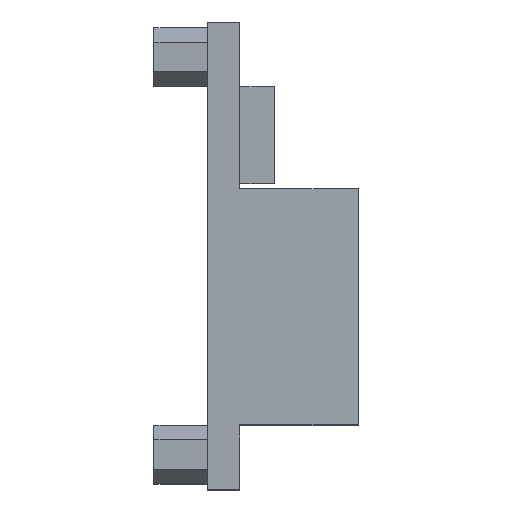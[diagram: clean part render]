
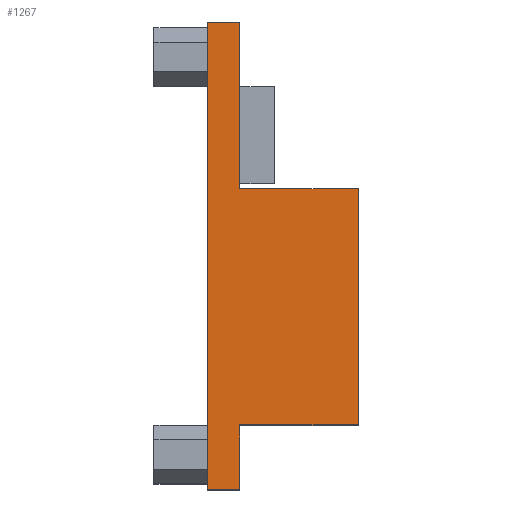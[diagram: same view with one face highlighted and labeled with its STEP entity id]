
A CAD part, top view. The second image highlights one B-rep face of the part: STEP entity #1267.
In plain terms, the highlighted planar face has unit normal (0, 0, 1).
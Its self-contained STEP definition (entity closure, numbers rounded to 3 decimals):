
#14 = VECTOR ( 'NONE', #485, 1000. ) ;
#147 = ORIENTED_EDGE ( 'NONE', *, *, #1859, .F. ) ;
#148 = VECTOR ( 'NONE', #1849, 1000. ) ;
#181 = LINE ( 'NONE', #1239, #1405 ) ;
#183 = EDGE_CURVE ( 'NONE', #1017, #310, #181, .T. ) ;
#186 = VERTEX_POINT ( 'NONE', #823 ) ;
#225 = EDGE_LOOP ( 'NONE', ( #227, #655, #1261, #147, #913, #1659, #291, #256 ) ) ;
#227 = ORIENTED_EDGE ( 'NONE', *, *, #558, .T. ) ;
#237 = LINE ( 'NONE', #1346, #444 ) ;
#256 = ORIENTED_EDGE ( 'NONE', *, *, #183, .T. ) ;
#291 = ORIENTED_EDGE ( 'NONE', *, *, #1549, .F. ) ;
#310 = VERTEX_POINT ( 'NONE', #421 ) ;
#345 = CARTESIAN_POINT ( 'NONE',  ( 3., -15.75, 16.5 ) ) ;
#391 = DIRECTION ( 'NONE',  ( 0., -1., 0. ) ) ;
#421 = CARTESIAN_POINT ( 'NONE',  ( 0., 21.75, 16.5 ) ) ;
#444 = VECTOR ( 'NONE', #391, 1000. ) ;
#457 = VERTEX_POINT ( 'NONE', #1167 ) ;
#462 = EDGE_CURVE ( 'NONE', #1467, #186, #1052, .T. ) ;
#485 = DIRECTION ( 'NONE',  ( 0., -1., 0. ) ) ;
#491 = DIRECTION ( 'NONE',  ( -1., 0., 0. ) ) ;
#541 = VERTEX_POINT ( 'NONE', #956 ) ;
#555 = LINE ( 'NONE', #959, #1567 ) ;
#558 = EDGE_CURVE ( 'NONE', #310, #457, #237, .T. ) ;
#573 = DIRECTION ( 'NONE',  ( -1., 0., 0. ) ) ;
#592 = DIRECTION ( 'NONE',  ( 0., 0., -1. ) ) ;
#652 = LINE ( 'NONE', #1658, #1655 ) ;
#655 = ORIENTED_EDGE ( 'NONE', *, *, #1013, .F. ) ;
#696 = VECTOR ( 'NONE', #491, 1000. ) ;
#717 = PLANE ( 'NONE',  #974 ) ;
#772 = LINE ( 'NONE', #785, #696 ) ;
#785 = CARTESIAN_POINT ( 'NONE',  ( 3., -21.75, 16.5 ) ) ;
#823 = CARTESIAN_POINT ( 'NONE',  ( 3., -21.75, 16.5 ) ) ;
#828 = VERTEX_POINT ( 'NONE', #1042 ) ;
#840 = CARTESIAN_POINT ( 'NONE',  ( 14., -15.75, 16.5 ) ) ;
#913 = ORIENTED_EDGE ( 'NONE', *, *, #1752, .F. ) ;
#956 = CARTESIAN_POINT ( 'NONE',  ( 3., 6.25, 16.5 ) ) ;
#959 = CARTESIAN_POINT ( 'NONE',  ( 3., 21.75, 16.5 ) ) ;
#967 = DIRECTION ( 'NONE',  ( -1., 0., 0. ) ) ;
#974 = AXIS2_PLACEMENT_3D ( 'NONE', #1751, #592, #1760 ) ;
#989 = LINE ( 'NONE', #840, #148 ) ;
#1013 = EDGE_CURVE ( 'NONE', #186, #457, #772, .T. ) ;
#1015 = FACE_OUTER_BOUND ( 'NONE', #225, .T. ) ;
#1017 = VERTEX_POINT ( 'NONE', #1373 ) ;
#1028 = VERTEX_POINT ( 'NONE', #1487 ) ;
#1042 = CARTESIAN_POINT ( 'NONE',  ( 14., 6.25, 16.5 ) ) ;
#1052 = LINE ( 'NONE', #1776, #14 ) ;
#1086 = VECTOR ( 'NONE', #967, 1000. ) ;
#1167 = CARTESIAN_POINT ( 'NONE',  ( 0., -21.75, 16.5 ) ) ;
#1239 = CARTESIAN_POINT ( 'NONE',  ( 3., 21.75, 16.5 ) ) ;
#1261 = ORIENTED_EDGE ( 'NONE', *, *, #462, .F. ) ;
#1267 = ADVANCED_FACE ( 'NONE', ( #1015 ), #717, .F. ) ;
#1346 = CARTESIAN_POINT ( 'NONE',  ( 0., 21.75, 16.5 ) ) ;
#1373 = CARTESIAN_POINT ( 'NONE',  ( 3., 21.75, 16.5 ) ) ;
#1377 = DIRECTION ( 'NONE',  ( 0., -1., 0. ) ) ;
#1390 = LINE ( 'NONE', #1825, #1086 ) ;
#1405 = VECTOR ( 'NONE', #573, 1000. ) ;
#1467 = VERTEX_POINT ( 'NONE', #345 ) ;
#1487 = CARTESIAN_POINT ( 'NONE',  ( 14., -15.75, 16.5 ) ) ;
#1549 = EDGE_CURVE ( 'NONE', #1017, #541, #555, .T. ) ;
#1567 = VECTOR ( 'NONE', #1377, 1000. ) ;
#1570 = EDGE_CURVE ( 'NONE', #828, #541, #1390, .T. ) ;
#1655 = VECTOR ( 'NONE', #1798, 1000. ) ;
#1658 = CARTESIAN_POINT ( 'NONE',  ( 14., -15.75, 16.5 ) ) ;
#1659 = ORIENTED_EDGE ( 'NONE', *, *, #1570, .T. ) ;
#1751 = CARTESIAN_POINT ( 'NONE',  ( 3., 21.75, 16.5 ) ) ;
#1752 = EDGE_CURVE ( 'NONE', #828, #1028, #652, .T. ) ;
#1760 = DIRECTION ( 'NONE',  ( 0., 1., 0. ) ) ;
#1776 = CARTESIAN_POINT ( 'NONE',  ( 3., 21.75, 16.5 ) ) ;
#1798 = DIRECTION ( 'NONE',  ( 0., -1., 0. ) ) ;
#1825 = CARTESIAN_POINT ( 'NONE',  ( 14., 6.25, 16.5 ) ) ;
#1849 = DIRECTION ( 'NONE',  ( -1., 0., 0. ) ) ;
#1859 = EDGE_CURVE ( 'NONE', #1028, #1467, #989, .T. ) ;
